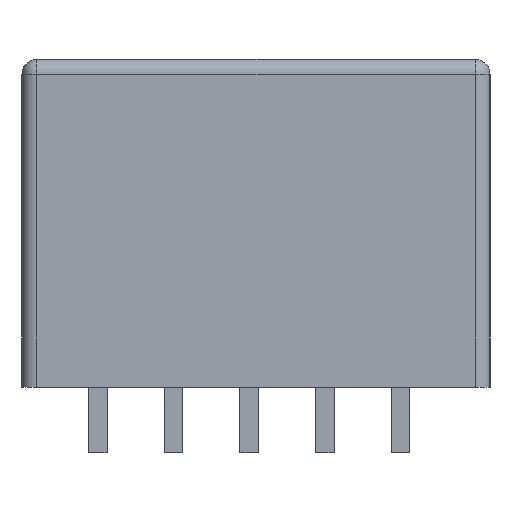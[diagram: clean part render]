
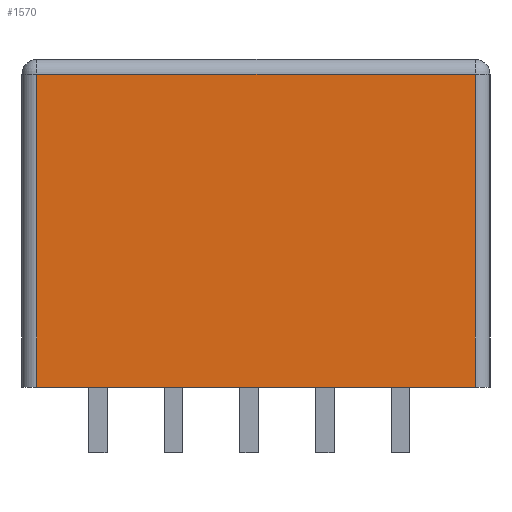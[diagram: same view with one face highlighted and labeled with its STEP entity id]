
A CAD part, left-side view. The second image highlights one B-rep face of the part: STEP entity #1570.
In plain terms, the highlighted planar face has unit normal (-1, 0, 0).
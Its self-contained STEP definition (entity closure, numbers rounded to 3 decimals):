
#1147=CARTESIAN_POINT('',(-19.8,-7.35,10.5));
#1148=VERTEX_POINT('',#1147);
#1206=CARTESIAN_POINT('',(-19.8,7.35,10.5));
#1207=VERTEX_POINT('',#1206);
#1354=CARTESIAN_POINT('',(-19.8,7.35,0.0));
#1355=VERTEX_POINT('',#1354);
#1363=CARTESIAN_POINT('',(-19.8,7.35,0.0));
#1364=DIRECTION('',(0.0,0.0,1.0));
#1365=VECTOR('',#1364,10.5);
#1366=LINE('',#1363,#1365);
#1367=EDGE_CURVE('',#1355,#1207,#1366,.T.);
#1392=CARTESIAN_POINT('',(-19.8,7.35,10.5));
#1393=DIRECTION('',(0.0,-1.0,0.0));
#1394=VECTOR('',#1393,14.7);
#1395=LINE('',#1392,#1394);
#1396=EDGE_CURVE('',#1207,#1148,#1395,.T.);
#1460=CARTESIAN_POINT('',(-19.8,-7.35,0.0));
#1461=VERTEX_POINT('',#1460);
#1478=CARTESIAN_POINT('',(-19.8,-7.35,10.5));
#1479=DIRECTION('',(0.0,0.0,-1.0));
#1480=VECTOR('',#1479,10.5);
#1481=LINE('',#1478,#1480);
#1482=EDGE_CURVE('',#1148,#1461,#1481,.T.);
#1543=CARTESIAN_POINT('',(-19.8,-7.35,0.0));
#1544=DIRECTION('',(0.0,1.0,0.0));
#1545=VECTOR('',#1544,14.7);
#1546=LINE('',#1543,#1545);
#1547=EDGE_CURVE('',#1461,#1355,#1546,.T.);
#1559=CARTESIAN_POINT('',(-19.8,0.0,5.5));
#1560=DIRECTION('',(1.0,0.0,0.0));
#1561=DIRECTION('',(0.0,0.0,-1.0));
#1562=AXIS2_PLACEMENT_3D('',#1559,#1560,#1561);
#1563=PLANE('',#1562);
#1564=ORIENTED_EDGE('',*,*,#1367,.F.);
#1565=ORIENTED_EDGE('',*,*,#1547,.F.);
#1566=ORIENTED_EDGE('',*,*,#1482,.F.);
#1567=ORIENTED_EDGE('',*,*,#1396,.F.);
#1568=EDGE_LOOP('',(#1564,#1565,#1566,#1567));
#1569=FACE_OUTER_BOUND('',#1568,.T.);
#1570=ADVANCED_FACE('',(#1569),#1563,.F.);
